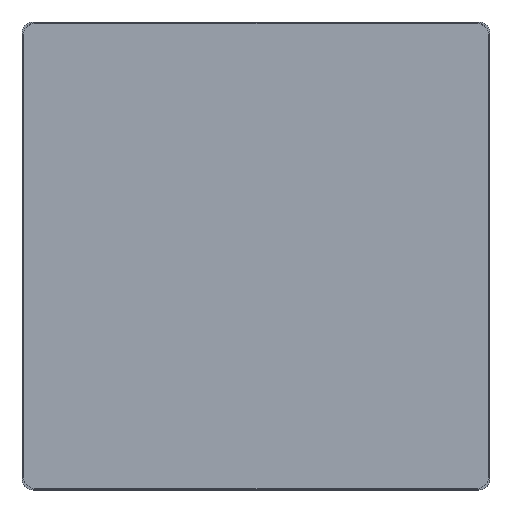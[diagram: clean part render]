
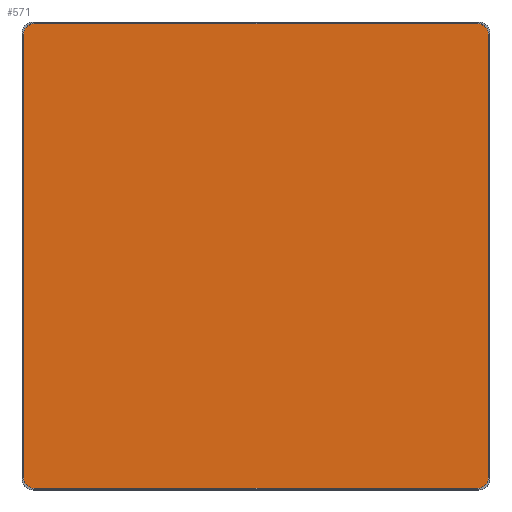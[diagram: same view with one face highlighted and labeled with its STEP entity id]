
A CAD part, top view. The second image highlights one B-rep face of the part: STEP entity #571.
In plain terms, the highlighted planar face has unit normal (0, 0, 1).
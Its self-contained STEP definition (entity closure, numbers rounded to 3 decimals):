
#380 = VERTEX_POINT('',#381);
#381 = CARTESIAN_POINT('',(-105.,100.,0.6));
#387 = EDGE_CURVE('',#380,#388,#390,.T.);
#388 = VERTEX_POINT('',#389);
#389 = CARTESIAN_POINT('',(-105.,-100.,0.6));
#390 = LINE('',#391,#392);
#391 = CARTESIAN_POINT('',(-105.,100.,0.6));
#392 = VECTOR('',#393,1.);
#393 = DIRECTION('',(0.,-1.,0.));
#411 = EDGE_CURVE('',#388,#412,#414,.T.);
#412 = VERTEX_POINT('',#413);
#413 = CARTESIAN_POINT('',(-100.,-105.,0.6));
#414 = CIRCLE('',#415,5.);
#415 = AXIS2_PLACEMENT_3D('',#416,#417,#418);
#416 = CARTESIAN_POINT('',(-100.,-100.,0.6));
#417 = DIRECTION('',(0.,0.,1.));
#418 = DIRECTION('',(1.,0.,0.));
#436 = EDGE_CURVE('',#412,#437,#439,.T.);
#437 = VERTEX_POINT('',#438);
#438 = CARTESIAN_POINT('',(100.,-105.,0.6));
#439 = LINE('',#440,#441);
#440 = CARTESIAN_POINT('',(-100.,-105.,0.6));
#441 = VECTOR('',#442,1.);
#442 = DIRECTION('',(1.,0.,0.));
#460 = EDGE_CURVE('',#437,#461,#463,.T.);
#461 = VERTEX_POINT('',#462);
#462 = CARTESIAN_POINT('',(105.,-100.,0.6));
#463 = CIRCLE('',#464,5.);
#464 = AXIS2_PLACEMENT_3D('',#465,#466,#467);
#465 = CARTESIAN_POINT('',(100.,-100.,0.6));
#466 = DIRECTION('',(0.,0.,1.));
#467 = DIRECTION('',(1.,0.,0.));
#485 = EDGE_CURVE('',#461,#486,#488,.T.);
#486 = VERTEX_POINT('',#487);
#487 = CARTESIAN_POINT('',(105.,100.,0.6));
#488 = LINE('',#489,#490);
#489 = CARTESIAN_POINT('',(105.,-100.,0.6));
#490 = VECTOR('',#491,1.);
#491 = DIRECTION('',(0.,1.,0.));
#509 = EDGE_CURVE('',#486,#510,#512,.T.);
#510 = VERTEX_POINT('',#511);
#511 = CARTESIAN_POINT('',(100.,105.,0.6));
#512 = CIRCLE('',#513,5.);
#513 = AXIS2_PLACEMENT_3D('',#514,#515,#516);
#514 = CARTESIAN_POINT('',(100.,100.,0.6));
#515 = DIRECTION('',(0.,0.,1.));
#516 = DIRECTION('',(1.,0.,0.));
#534 = EDGE_CURVE('',#510,#535,#537,.T.);
#535 = VERTEX_POINT('',#536);
#536 = CARTESIAN_POINT('',(-100.,105.,0.6));
#537 = LINE('',#538,#539);
#538 = CARTESIAN_POINT('',(100.,105.,0.6));
#539 = VECTOR('',#540,1.);
#540 = DIRECTION('',(-1.,0.,0.));
#558 = EDGE_CURVE('',#535,#380,#559,.T.);
#559 = CIRCLE('',#560,5.);
#560 = AXIS2_PLACEMENT_3D('',#561,#562,#563);
#561 = CARTESIAN_POINT('',(-100.,100.,0.6));
#562 = DIRECTION('',(0.,0.,1.));
#563 = DIRECTION('',(1.,0.,0.));
#571 = ADVANCED_FACE('',(#572),#582,.T.);
#572 = FACE_BOUND('',#573,.T.);
#573 = EDGE_LOOP('',(#574,#575,#576,#577,#578,#579,#580,#581));
#574 = ORIENTED_EDGE('',*,*,#387,.T.);
#575 = ORIENTED_EDGE('',*,*,#411,.T.);
#576 = ORIENTED_EDGE('',*,*,#436,.T.);
#577 = ORIENTED_EDGE('',*,*,#460,.T.);
#578 = ORIENTED_EDGE('',*,*,#485,.T.);
#579 = ORIENTED_EDGE('',*,*,#509,.T.);
#580 = ORIENTED_EDGE('',*,*,#534,.T.);
#581 = ORIENTED_EDGE('',*,*,#558,.T.);
#582 = PLANE('',#583);
#583 = AXIS2_PLACEMENT_3D('',#584,#585,#586);
#584 = CARTESIAN_POINT('',(0.,0.,0.6));
#585 = DIRECTION('',(0.,0.,1.));
#586 = DIRECTION('',(1.,0.,0.));
